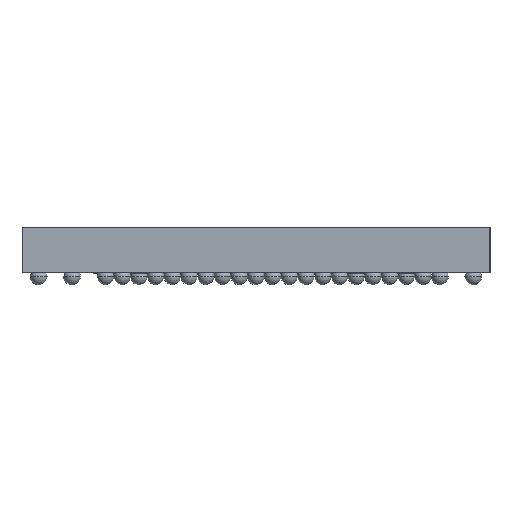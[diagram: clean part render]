
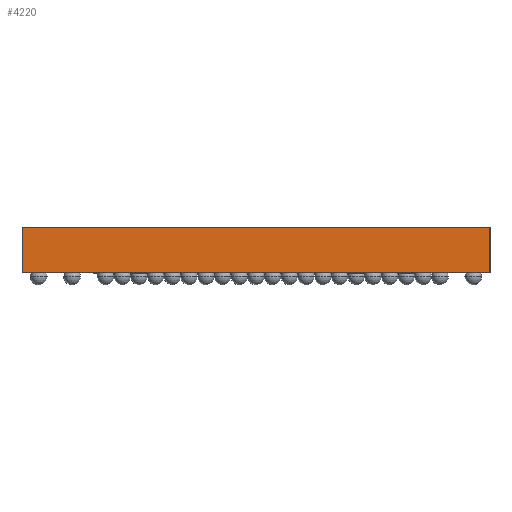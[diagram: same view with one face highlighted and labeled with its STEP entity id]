
A CAD part, left-side view. The second image highlights one B-rep face of the part: STEP entity #4220.
In plain terms, the highlighted planar face has unit normal (-1, 0, 0).
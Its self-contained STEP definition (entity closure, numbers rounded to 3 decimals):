
#1508 = AXIS2_PLACEMENT_3D ( 'NONE', #14394, #17016, #10617 ) ;
#2027 = CARTESIAN_POINT ( 'NONE',  ( -3.5, 3.5, 0.855 ) ) ;
#2560 = CARTESIAN_POINT ( 'NONE',  ( -3.5, -3.5, 0.855 ) ) ;
#3287 = DIRECTION ( 'NONE',  ( 0., 0., -1. ) ) ;
#3615 = CARTESIAN_POINT ( 'NONE',  ( -3.5, -3.5, 0.855 ) ) ;
#4220 = ADVANCED_FACE ( 'NONE', ( #18009 ), #20318, .F. ) ;
#4518 = VERTEX_POINT ( 'NONE', #6072 ) ;
#4727 = EDGE_LOOP ( 'NONE', ( #21854, #16616, #15150, #6536 ) ) ;
#4818 = LINE ( 'NONE', #17232, #10337 ) ;
#6072 = CARTESIAN_POINT ( 'NONE',  ( -3.5, 3.5, 0.18 ) ) ;
#6536 = ORIENTED_EDGE ( 'NONE', *, *, #25451, .T. ) ;
#6665 = VECTOR ( 'NONE', #16142, 1000. ) ;
#7239 = VECTOR ( 'NONE', #3287, 1000. ) ;
#9265 = EDGE_CURVE ( 'NONE', #4518, #11437, #4818, .T. ) ;
#10148 = DIRECTION ( 'NONE',  ( 0., -1., 0. ) ) ;
#10337 = VECTOR ( 'NONE', #23828, 1000. ) ;
#10617 = DIRECTION ( 'NONE',  ( 0., 0., -1. ) ) ;
#11437 = VERTEX_POINT ( 'NONE', #19914 ) ;
#13912 = CARTESIAN_POINT ( 'NONE',  ( -3.5, -3.5, 0.855 ) ) ;
#14394 = CARTESIAN_POINT ( 'NONE',  ( -3.5, -3.5, 0.855 ) ) ;
#15150 = ORIENTED_EDGE ( 'NONE', *, *, #20575, .F. ) ;
#16142 = DIRECTION ( 'NONE',  ( 0., 0., -1. ) ) ;
#16616 = ORIENTED_EDGE ( 'NONE', *, *, #23064, .F. ) ;
#17016 = DIRECTION ( 'NONE',  ( 1., 0., 0. ) ) ;
#17232 = CARTESIAN_POINT ( 'NONE',  ( -3.5, -3.5, 0.18 ) ) ;
#18009 = FACE_OUTER_BOUND ( 'NONE', #4727, .T. ) ;
#19726 = VECTOR ( 'NONE', #10148, 1000. ) ;
#19914 = CARTESIAN_POINT ( 'NONE',  ( -3.5, -3.5, 0.18 ) ) ;
#20318 = PLANE ( 'NONE',  #1508 ) ;
#20575 = EDGE_CURVE ( 'NONE', #21374, #24272, #26977, .T. ) ;
#21374 = VERTEX_POINT ( 'NONE', #2027 ) ;
#21854 = ORIENTED_EDGE ( 'NONE', *, *, #9265, .T. ) ;
#21864 = CARTESIAN_POINT ( 'NONE',  ( -3.5, 3.5, 0.855 ) ) ;
#23064 = EDGE_CURVE ( 'NONE', #24272, #11437, #24371, .T. ) ;
#23828 = DIRECTION ( 'NONE',  ( 0., -1., 0. ) ) ;
#24272 = VERTEX_POINT ( 'NONE', #2560 ) ;
#24371 = LINE ( 'NONE', #13912, #6665 ) ;
#25451 = EDGE_CURVE ( 'NONE', #21374, #4518, #26105, .T. ) ;
#26105 = LINE ( 'NONE', #21864, #7239 ) ;
#26977 = LINE ( 'NONE', #3615, #19726 ) ;
